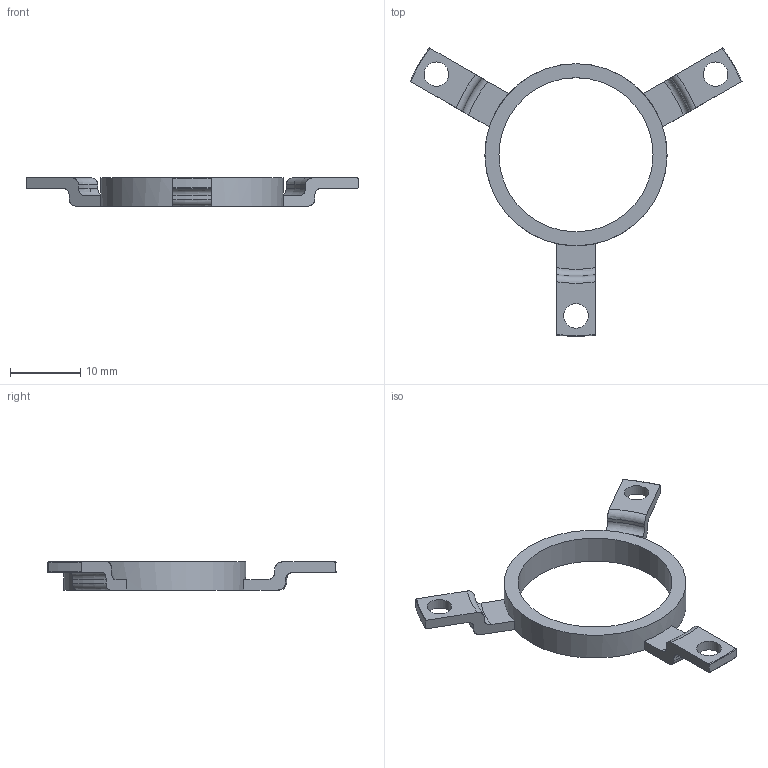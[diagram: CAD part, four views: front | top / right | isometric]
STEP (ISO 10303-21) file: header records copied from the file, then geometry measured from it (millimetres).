
FILE_DESCRIPTION(/* description */ (''),/* implementation_level */ '2;1');
FILE_NAME(/* name */ 'Plate Bracket Cover v1.step',/* time_stamp */ '2022-09-22T16:39:49+02:00',/* author */ (''),/* organization */ (''),/* preprocessor_version */ 'ST-DEVELOPER v19',/* originating_system */ 'Autodesk Translation Framework v11.7.0.108',/* authorisation */ '');
FILE_SCHEMA (('AUTOMOTIVE_DESIGN { 1 0 10303 214 3 1 1 }'));
Length unit declared in the file: millimetre
Products named in the file (1): Plate Bracket Cover
Bounding box: 47.4 x 41.18 x 4 mm (x, y, z)
Volume: 943 mm3; surface area: 1517.8 mm2
Topology: 1 solids, 1 shells, 57 faces, 151 edges, 96 vertices
Faces by surface type: plane 25, torus 18, cylinder 14
Full cylindrical faces by diameter (mm): 3.5 x3, 22 x1, 26 x1
Entity records: 2047 total; most frequent: CARTESIAN_POINT 593, ORIENTED_EDGE 302, DIRECTION 296, EDGE_CURVE 151, AXIS2_PLACEMENT_3D 119, VERTEX_POINT 96, EDGE_LOOP 65, LINE 58
